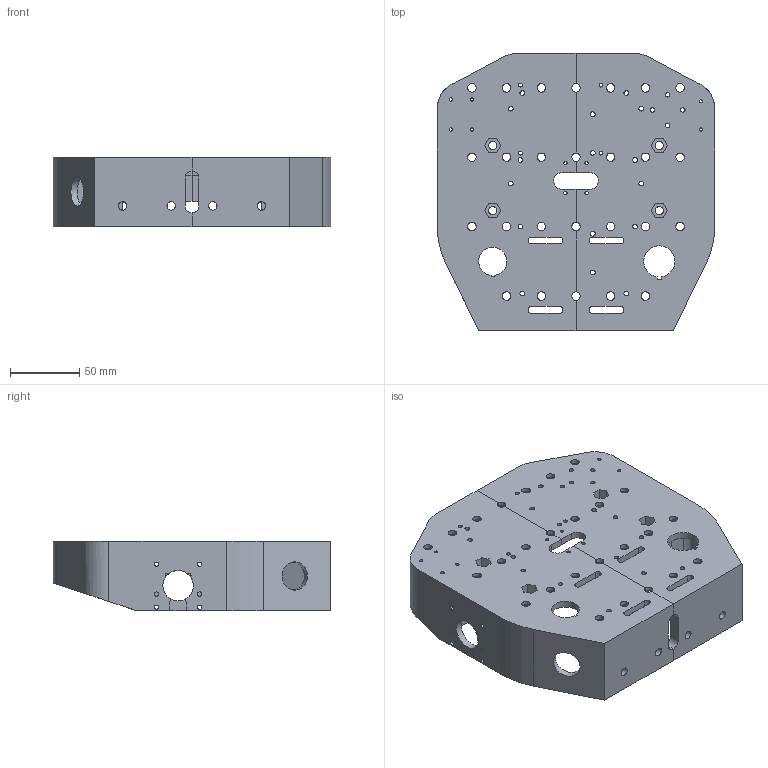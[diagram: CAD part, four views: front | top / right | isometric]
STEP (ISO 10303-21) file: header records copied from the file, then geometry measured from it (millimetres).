
FILE_DESCRIPTION(('FreeCAD Model'),'2;1');
FILE_NAME('mainchassis_NEMA17.step','2020-02-09T02:22:27',('Author'),(''), 'Open CASCADE STEP processor 7.3','FreeCAD','Unknown');
FILE_SCHEMA(('AUTOMOTIVE_DESIGN { 1 0 10303 214 1 1 1 1 }'));
Products named in the file (1): mainchassis
Bounding box: 200 x 200 x 50 mm (x, y, z)
Volume: 395745.8 mm3; surface area: 153837.3 mm2
Topology: 1 solids, 1 shells, 878 faces, 2551 edges, 1691 vertices
Faces by surface type: plane 480, extrusion 268, cylinder 130
Full cylindrical faces by diameter (mm): 1 x12, 2.4 x10, 2.8 x4, 3.1 x8, 3.2 x4, 3.4 x16, 6.1 x30, 20.4 x1, 22 x2
Entity records: 68662 total; most frequent: CARTESIAN_POINT 20140, DIRECTION 7801, VECTOR 5771, LINE 5503, ORIENTED_EDGE 5102, PCURVE 5102, DEFINITIONAL_REPRESENTATION 5102, EDGE_CURVE 2551
